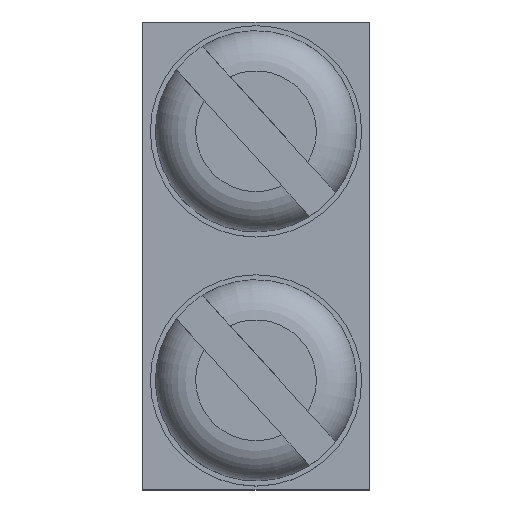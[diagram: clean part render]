
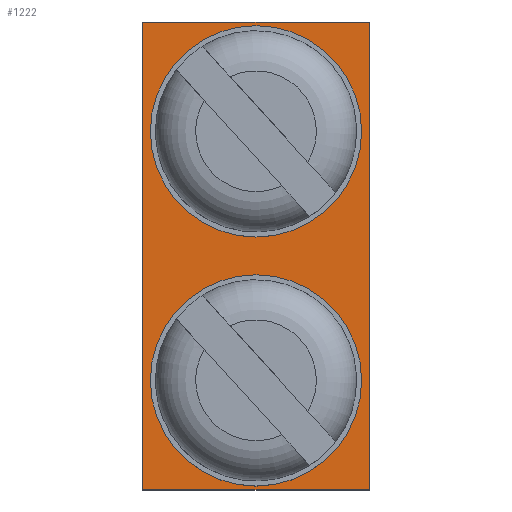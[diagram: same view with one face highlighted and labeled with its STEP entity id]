
A CAD part, top view. The second image highlights one B-rep face of the part: STEP entity #1222.
In plain terms, the highlighted planar face has unit normal (0, 0, 1).
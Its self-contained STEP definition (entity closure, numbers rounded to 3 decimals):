
#8 = EDGE_CURVE ( 'NONE', #1638, #1638, #402, .T. ) ;
#20 = EDGE_CURVE ( 'NONE', #1387, #701, #2134, .T. ) ;
#108 = DIRECTION ( 'NONE',  ( 1., 0., 0. ) ) ;
#122 = CARTESIAN_POINT ( 'NONE',  ( -6.071, 4.249, 9.9 ) ) ;
#194 = EDGE_CURVE ( 'NONE', #649, #649, #1946, .T. ) ;
#204 = LINE ( 'NONE', #1931, #835 ) ;
#238 = DIRECTION ( 'NONE',  ( 0., -1., 0. ) ) ;
#322 = DIRECTION ( 'NONE',  ( 1., 0., 0. ) ) ;
#354 = CARTESIAN_POINT ( 'NONE',  ( -6.071, 4.249, 9.9 ) ) ;
#357 = PLANE ( 'NONE',  #976 ) ;
#402 = CIRCLE ( 'NONE', #663, 1.25 ) ;
#445 = EDGE_LOOP ( 'NONE', ( #1563 ) ) ;
#446 = DIRECTION ( 'NONE',  ( 1., 0., 0. ) ) ;
#569 = VECTOR ( 'NONE', #608, 1000. ) ;
#597 = CARTESIAN_POINT ( 'NONE',  ( -1.571, 4.249, 9.9 ) ) ;
#608 = DIRECTION ( 'NONE',  ( 0., -1., 0. ) ) ;
#649 = VERTEX_POINT ( 'NONE', #1677 ) ;
#663 = AXIS2_PLACEMENT_3D ( 'NONE', #1267, #768, #446 ) ;
#701 = VERTEX_POINT ( 'NONE', #597 ) ;
#718 = CARTESIAN_POINT ( 'NONE',  ( -6.071, -5.051, 9.9 ) ) ;
#743 = ORIENTED_EDGE ( 'NONE', *, *, #823, .F. ) ;
#768 = DIRECTION ( 'NONE',  ( 0., 0., 1. ) ) ;
#772 = AXIS2_PLACEMENT_3D ( 'NONE', #777, #1604, #1101 ) ;
#777 = CARTESIAN_POINT ( 'NONE',  ( -3.821, -2.876, 9.9 ) ) ;
#823 = EDGE_CURVE ( 'NONE', #701, #1615, #204, .T. ) ;
#835 = VECTOR ( 'NONE', #238, 1000. ) ;
#837 = VERTEX_POINT ( 'NONE', #718 ) ;
#868 = CARTESIAN_POINT ( 'NONE',  ( -6.071, 4.249, 9.9 ) ) ;
#876 = FACE_BOUND ( 'NONE', #1416, .T. ) ;
#904 = ORIENTED_EDGE ( 'NONE', *, *, #1337, .T. ) ;
#965 = VECTOR ( 'NONE', #108, 1000. ) ;
#976 = AXIS2_PLACEMENT_3D ( 'NONE', #868, #1553, #1777 ) ;
#1101 = DIRECTION ( 'NONE',  ( 1., 0., 0. ) ) ;
#1169 = LINE ( 'NONE', #1828, #1882 ) ;
#1205 = FACE_BOUND ( 'NONE', #445, .T. ) ;
#1222 = ADVANCED_FACE ( 'NONE', ( #1205, #876, #1861 ), #357, .F. ) ;
#1246 = ORIENTED_EDGE ( 'NONE', *, *, #194, .F. ) ;
#1267 = CARTESIAN_POINT ( 'NONE',  ( -3.821, 2.074, 9.9 ) ) ;
#1337 = EDGE_CURVE ( 'NONE', #837, #1615, #1169, .T. ) ;
#1387 = VERTEX_POINT ( 'NONE', #354 ) ;
#1416 = EDGE_LOOP ( 'NONE', ( #1246 ) ) ;
#1553 = DIRECTION ( 'NONE',  ( 0., 0., -1. ) ) ;
#1563 = ORIENTED_EDGE ( 'NONE', *, *, #8, .F. ) ;
#1604 = DIRECTION ( 'NONE',  ( 0., 0., 1. ) ) ;
#1615 = VERTEX_POINT ( 'NONE', #1912 ) ;
#1620 = EDGE_LOOP ( 'NONE', ( #904, #743, #1753, #1768 ) ) ;
#1629 = LINE ( 'NONE', #2110, #569 ) ;
#1638 = VERTEX_POINT ( 'NONE', #1791 ) ;
#1677 = CARTESIAN_POINT ( 'NONE',  ( -2.571, -2.876, 9.9 ) ) ;
#1753 = ORIENTED_EDGE ( 'NONE', *, *, #20, .F. ) ;
#1768 = ORIENTED_EDGE ( 'NONE', *, *, #2056, .T. ) ;
#1777 = DIRECTION ( 'NONE',  ( -1., 0., 0. ) ) ;
#1791 = CARTESIAN_POINT ( 'NONE',  ( -2.571, 2.074, 9.9 ) ) ;
#1828 = CARTESIAN_POINT ( 'NONE',  ( -6.071, -5.051, 9.9 ) ) ;
#1861 = FACE_OUTER_BOUND ( 'NONE', #1620, .T. ) ;
#1882 = VECTOR ( 'NONE', #322, 1000. ) ;
#1912 = CARTESIAN_POINT ( 'NONE',  ( -1.571, -5.051, 9.9 ) ) ;
#1931 = CARTESIAN_POINT ( 'NONE',  ( -1.571, 4.249, 9.9 ) ) ;
#1946 = CIRCLE ( 'NONE', #772, 1.25 ) ;
#2056 = EDGE_CURVE ( 'NONE', #1387, #837, #1629, .T. ) ;
#2110 = CARTESIAN_POINT ( 'NONE',  ( -6.071, 4.249, 9.9 ) ) ;
#2134 = LINE ( 'NONE', #122, #965 ) ;
